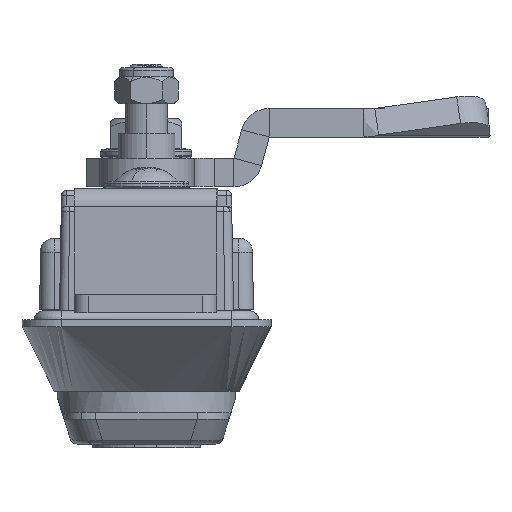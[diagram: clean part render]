
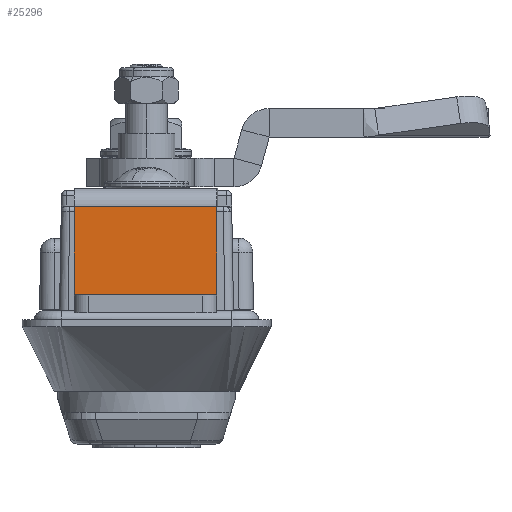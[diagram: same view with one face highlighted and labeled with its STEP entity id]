
A CAD part, left-side view. The second image highlights one B-rep face of the part: STEP entity #25296.
In plain terms, the highlighted planar face has unit normal (-1, 0.012, 0).
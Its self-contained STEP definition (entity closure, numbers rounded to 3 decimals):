
#1240 = VERTEX_POINT ( 'NONE', #16314 ) ;
#1314 = VERTEX_POINT ( 'NONE', #24528 ) ;
#2309 = ORIENTED_EDGE ( 'NONE', *, *, #24359, .T. ) ;
#3561 = VECTOR ( 'NONE', #16033, 1000. ) ;
#3677 = DIRECTION ( 'NONE',  ( 0.012, 1., 0. ) ) ;
#4126 = CARTESIAN_POINT ( 'NONE',  ( -77.575, -39.868, 3.6 ) ) ;
#5006 = PLANE ( 'NONE',  #7756 ) ;
#5267 = FACE_OUTER_BOUND ( 'NONE', #21759, .T. ) ;
#6387 = LINE ( 'NONE', #18637, #7319 ) ;
#7319 = VECTOR ( 'NONE', #18901, 1000. ) ;
#7560 = LINE ( 'NONE', #26389, #3561 ) ;
#7712 = LINE ( 'NONE', #22100, #9413 ) ;
#7756 = AXIS2_PLACEMENT_3D ( 'NONE', #23701, #13475, #25587 ) ;
#8889 = CARTESIAN_POINT ( 'NONE',  ( -77.823, -59.867, 3.6 ) ) ;
#9200 = EDGE_CURVE ( 'NONE', #1314, #1240, #24219, .T. ) ;
#9413 = VECTOR ( 'NONE', #3677, 1000. ) ;
#10116 = ORIENTED_EDGE ( 'NONE', *, *, #24843, .F. ) ;
#10348 = CARTESIAN_POINT ( 'NONE',  ( -77.823, -59.867, 15.9 ) ) ;
#12215 = VECTOR ( 'NONE', #20428, 1000. ) ;
#13475 = DIRECTION ( 'NONE',  ( -1., 0.012, 0. ) ) ;
#16033 = DIRECTION ( 'NONE',  ( 0., 0., 1. ) ) ;
#16314 = CARTESIAN_POINT ( 'NONE',  ( -77.575, -39.868, 15.9 ) ) ;
#16727 = EDGE_CURVE ( 'NONE', #22291, #18309, #7712, .T. ) ;
#18309 = VERTEX_POINT ( 'NONE', #4126 ) ;
#18513 = ORIENTED_EDGE ( 'NONE', *, *, #9200, .T. ) ;
#18637 = CARTESIAN_POINT ( 'NONE',  ( -77.575, -39.868, 3.5 ) ) ;
#18901 = DIRECTION ( 'NONE',  ( 0., 0., 1. ) ) ;
#20428 = DIRECTION ( 'NONE',  ( 0.012, 1., 0. ) ) ;
#21759 = EDGE_LOOP ( 'NONE', ( #10116, #24011, #2309, #18513 ) ) ;
#22100 = CARTESIAN_POINT ( 'NONE',  ( -77.823, -59.867, 3.6 ) ) ;
#22291 = VERTEX_POINT ( 'NONE', #8889 ) ;
#23701 = CARTESIAN_POINT ( 'NONE',  ( -77.823, -59.867, 3.5 ) ) ;
#24011 = ORIENTED_EDGE ( 'NONE', *, *, #16727, .F. ) ;
#24219 = LINE ( 'NONE', #10348, #12215 ) ;
#24359 = EDGE_CURVE ( 'NONE', #22291, #1314, #7560, .T. ) ;
#24528 = CARTESIAN_POINT ( 'NONE',  ( -77.823, -59.867, 15.9 ) ) ;
#24843 = EDGE_CURVE ( 'NONE', #18309, #1240, #6387, .T. ) ;
#25296 = ADVANCED_FACE ( 'NONE', ( #5267 ), #5006, .T. ) ;
#25587 = DIRECTION ( 'NONE',  ( -0.012, -1., 0. ) ) ;
#26389 = CARTESIAN_POINT ( 'NONE',  ( -77.823, -59.867, 3.5 ) ) ;
